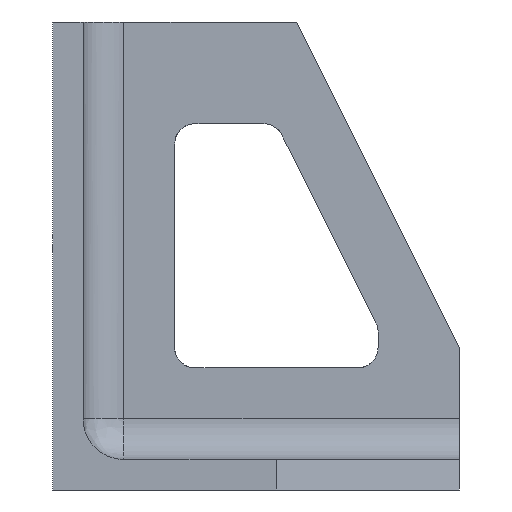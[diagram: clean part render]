
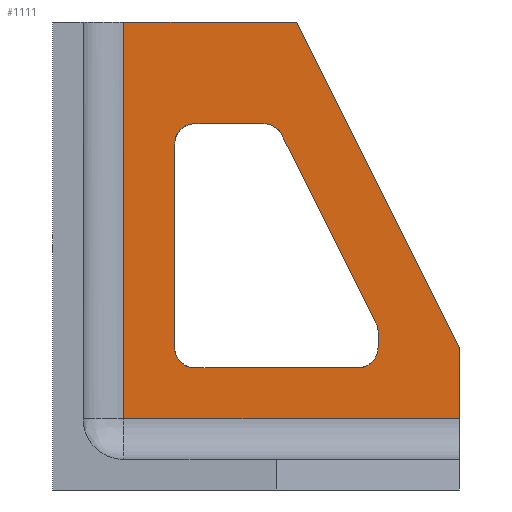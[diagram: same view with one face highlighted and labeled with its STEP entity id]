
A CAD part, left-side view. The second image highlights one B-rep face of the part: STEP entity #1111.
In plain terms, the highlighted planar face has unit normal (-1, 0, 0).
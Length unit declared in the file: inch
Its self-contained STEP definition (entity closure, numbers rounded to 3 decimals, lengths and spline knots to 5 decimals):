
#83=CARTESIAN_POINT('#83',(-0.375,-4.99999,1.75));
#84=VERTEX_POINT('',#83);
#85=CARTESIAN_POINT('#85',(-0.375,-4.99999,0.875));
#86=VERTEX_POINT('',#85);
#97=CARTESIAN_POINT('#97',(-0.375,-2.99999,5.74999));
#98=VERTEX_POINT('',#97);
#99=CARTESIAN_POINT('#99',(-0.375,-0.875,5.74999));
#100=VERTEX_POINT('',#99);
#107=CARTESIAN_POINT('#107',(-0.375,-1.75,4.49999));
#108=VERTEX_POINT('',#107);
#109=CARTESIAN_POINT('#109',(-0.375,-2.59549,4.49999));
#110=VERTEX_POINT('',#109);
#115=CARTESIAN_POINT('#115',(-0.375,-2.81909,4.36179));
#116=VERTEX_POINT('',#115);
#117=CARTESIAN_POINT('#117',(-0.375,-3.9736,2.05278));
#118=VERTEX_POINT('',#117);
#123=CARTESIAN_POINT('#123',(-0.375,-3.99999,1.94098));
#124=VERTEX_POINT('',#123);
#125=CARTESIAN_POINT('#125',(-0.375,-3.99999,1.75));
#126=VERTEX_POINT('',#125);
#131=CARTESIAN_POINT('#131',(-0.375,-3.74999,1.5));
#132=VERTEX_POINT('',#131);
#133=CARTESIAN_POINT('#133',(-0.375,-1.75,1.5));
#134=VERTEX_POINT('',#133);
#139=CARTESIAN_POINT('#139',(-0.375,-1.5,1.75));
#140=VERTEX_POINT('',#139);
#141=CARTESIAN_POINT('#141',(-0.375,-1.5,4.24999));
#142=VERTEX_POINT('',#141);
#159=CARTESIAN_POINT('#159',(-0.375,-0.875,0.875));
#160=VERTEX_POINT('',#159);
#238=CARTESIAN_POINT('#238',(-0.375,-4.99999,0.875));
#239=CARTESIAN_POINT('#239',(-0.375,-4.99999,1.75));
#240=B_SPLINE_CURVE_WITH_KNOTS('',1,(#238,#239),.UNSPECIFIED.,.F.,.F.,(2
,2),(0.0,0.875),.UNSPECIFIED.);
#272=CARTESIAN_POINT('#272',(-0.375,-0.875,5.74999));
#273=CARTESIAN_POINT('#273',(-0.375,-2.99999,5.74999));
#274=B_SPLINE_CURVE_WITH_KNOTS('',1,(#272,#273),.UNSPECIFIED.,.F.,.F.,(2
,2),(0.0,2.125),.UNSPECIFIED.);
#300=CARTESIAN_POINT('#300',(-0.375,-4.99999,1.75));
#301=CARTESIAN_POINT('#301',(-0.375,-2.99999,5.74999));
#302=B_SPLINE_CURVE_WITH_KNOTS('',1,(#300,#301),.UNSPECIFIED.,.F.,.F.,(2
,2),(0.0,4.47213),.UNSPECIFIED.);
#306=CARTESIAN_POINT('#306',(-0.375,-2.59549,4.49999));
#307=CARTESIAN_POINT('#307',(-0.375,-1.75,4.49999));
#308=B_SPLINE_CURVE_WITH_KNOTS('',1,(#306,#307),.UNSPECIFIED.,.F.,.F.,(2
,2),(0.0,0.84549),.UNSPECIFIED.);
#318=CARTESIAN_POINT('#318',(-0.375,-3.9736,2.05278));
#319=CARTESIAN_POINT('#319',(-0.375,-2.81909,4.36179));
#320=B_SPLINE_CURVE_WITH_KNOTS('',1,(#318,#319),.UNSPECIFIED.,.F.,.F.,(2
,2),(0.0,2.58155),.UNSPECIFIED.);
#330=CARTESIAN_POINT('#330',(-0.375,-3.99999,1.75));
#331=CARTESIAN_POINT('#331',(-0.375,-3.99999,1.94098));
#332=B_SPLINE_CURVE_WITH_KNOTS('',1,(#330,#331),.UNSPECIFIED.,.F.,.F.,(2
,2),(0.0,0.19098),.UNSPECIFIED.);
#342=CARTESIAN_POINT('#342',(-0.375,-1.75,1.5));
#343=CARTESIAN_POINT('#343',(-0.375,-3.74999,1.5));
#344=B_SPLINE_CURVE_WITH_KNOTS('',1,(#342,#343),.UNSPECIFIED.,.F.,.F.,(2
,2),(0.0,2.),.UNSPECIFIED.);
#354=CARTESIAN_POINT('#354',(-0.375,-1.5,4.24999));
#355=CARTESIAN_POINT('#355',(-0.375,-1.5,1.75));
#356=B_SPLINE_CURVE_WITH_KNOTS('',1,(#354,#355),.UNSPECIFIED.,.F.,.F.,(2
,2),(0.0,2.5),.UNSPECIFIED.);
#363=CARTESIAN_POINT('#363',(-0.375,-1.5,1.75));
#364=CARTESIAN_POINT('#364',(-0.375,-1.5,1.7143));
#365=CARTESIAN_POINT('#365',(-0.375,-1.5056,1.6786));
#366=CARTESIAN_POINT('#366',(-0.375,-1.51682,1.64388));
#367=CARTESIAN_POINT('#367',(-0.375,-1.53345,1.61111));
#368=CARTESIAN_POINT('#368',(-0.375,-1.55511,1.58124));
#369=CARTESIAN_POINT('#369',(-0.375,-1.58124,1.55511));
#370=CARTESIAN_POINT('#370',(-0.375,-1.61111,1.53345));
#371=CARTESIAN_POINT('#371',(-0.375,-1.64388,1.51682));
#372=CARTESIAN_POINT('#372',(-0.375,-1.6786,1.5056));
#373=CARTESIAN_POINT('#373',(-0.375,-1.7143,1.5));
#374=CARTESIAN_POINT('#374',(-0.375,-1.75,1.5));
#375=B_SPLINE_CURVE_WITH_KNOTS('',11,(#363,#364,#365,#366,#367,#368,#369
,#370,#371,#372,#373,#374),.UNSPECIFIED.,.F.,.F.,(12,12),(0.0,
0.35355),.UNSPECIFIED.);
#389=CARTESIAN_POINT('#389',(-0.375,-1.75,4.49999));
#390=CARTESIAN_POINT('#390',(-0.375,-1.7143,4.49999));
#391=CARTESIAN_POINT('#391',(-0.375,-1.6786,4.49438));
#392=CARTESIAN_POINT('#392',(-0.375,-1.64388,4.48317));
#393=CARTESIAN_POINT('#393',(-0.375,-1.61111,4.46654));
#394=CARTESIAN_POINT('#394',(-0.375,-1.58124,4.44487));
#395=CARTESIAN_POINT('#395',(-0.375,-1.55511,4.41875));
#396=CARTESIAN_POINT('#396',(-0.375,-1.53345,4.38888));
#397=CARTESIAN_POINT('#397',(-0.375,-1.51682,4.35611));
#398=CARTESIAN_POINT('#398',(-0.375,-1.5056,4.32139));
#399=CARTESIAN_POINT('#399',(-0.375,-1.5,4.28569));
#400=CARTESIAN_POINT('#400',(-0.375,-1.5,4.24999));
#401=B_SPLINE_CURVE_WITH_KNOTS('',11,(#389,#390,#391,#392,#393,#394,#395
,#396,#397,#398,#399,#400),.UNSPECIFIED.,.F.,.F.,(12,12),(0.0,
0.35355),.UNSPECIFIED.);
#415=CARTESIAN_POINT('#415',(-0.375,-2.81909,4.36179));
#416=CARTESIAN_POINT('#416',(-0.375,-2.80784,4.3843));
#417=CARTESIAN_POINT('#417',(-0.375,-2.79409,4.40556));
#418=CARTESIAN_POINT('#418',(-0.375,-2.77801,4.42527));
#419=CARTESIAN_POINT('#419',(-0.375,-2.75979,4.44314));
#420=CARTESIAN_POINT('#420',(-0.375,-2.73965,4.45891));
#421=CARTESIAN_POINT('#421',(-0.375,-2.71788,4.47237));
#422=CARTESIAN_POINT('#422',(-0.375,-2.69477,4.48332));
#423=CARTESIAN_POINT('#423',(-0.375,-2.67063,4.49163));
#424=CARTESIAN_POINT('#424',(-0.375,-2.64581,4.49721));
#425=CARTESIAN_POINT('#425',(-0.375,-2.62065,4.49999));
#426=CARTESIAN_POINT('#426',(-0.375,-2.59549,4.49999));
#427=B_SPLINE_CURVE_WITH_KNOTS('',11,(#415,#416,#417,#418,#419,#420,#421
,#422,#423,#424,#425,#426),.UNSPECIFIED.,.F.,.F.,(12,12),(0.0,
0.26287),.UNSPECIFIED.);
#441=CARTESIAN_POINT('#441',(-0.375,-3.99999,1.94098));
#442=CARTESIAN_POINT('#442',(-0.375,-3.99999,1.95152));
#443=CARTESIAN_POINT('#443',(-0.375,-3.9995,1.96205));
#444=CARTESIAN_POINT('#444',(-0.375,-3.99853,1.97257));
#445=CARTESIAN_POINT('#445',(-0.375,-3.99706,1.98303));
#446=CARTESIAN_POINT('#446',(-0.375,-3.99511,1.99341));
#447=CARTESIAN_POINT('#447',(-0.375,-3.99269,2.0037));
#448=CARTESIAN_POINT('#448',(-0.375,-3.98978,2.01386));
#449=CARTESIAN_POINT('#449',(-0.375,-3.98641,2.02387));
#450=CARTESIAN_POINT('#450',(-0.375,-3.98259,2.03371));
#451=CARTESIAN_POINT('#451',(-0.375,-3.97831,2.04336));
#452=CARTESIAN_POINT('#452',(-0.375,-3.9736,2.05278));
#453=B_SPLINE_CURVE_WITH_KNOTS('',11,(#441,#442,#443,#444,#445,#446,#447
,#448,#449,#450,#451,#452),.UNSPECIFIED.,.F.,.F.,(12,12),(0.0,
0.11488),.UNSPECIFIED.);
#467=CARTESIAN_POINT('#467',(-0.375,-3.74999,1.5));
#468=CARTESIAN_POINT('#468',(-0.375,-3.78569,1.5));
#469=CARTESIAN_POINT('#469',(-0.375,-3.82139,1.5056));
#470=CARTESIAN_POINT('#470',(-0.375,-3.85611,1.51682));
#471=CARTESIAN_POINT('#471',(-0.375,-3.88888,1.53345));
#472=CARTESIAN_POINT('#472',(-0.375,-3.91875,1.55511));
#473=CARTESIAN_POINT('#473',(-0.375,-3.94488,1.58124));
#474=CARTESIAN_POINT('#474',(-0.375,-3.96654,1.61111));
#475=CARTESIAN_POINT('#475',(-0.375,-3.98317,1.64388));
#476=CARTESIAN_POINT('#476',(-0.375,-3.99438,1.6786));
#477=CARTESIAN_POINT('#477',(-0.375,-3.99999,1.7143));
#478=CARTESIAN_POINT('#478',(-0.375,-3.99999,1.75));
#479=B_SPLINE_CURVE_WITH_KNOTS('',11,(#467,#468,#469,#470,#471,#472,#473
,#474,#475,#476,#477,#478),.UNSPECIFIED.,.F.,.F.,(12,12),(0.0,
0.35355),.UNSPECIFIED.);
#569=CARTESIAN_POINT('#569',(-0.375,-0.875,5.74999));
#570=CARTESIAN_POINT('#570',(-0.375,-0.875,0.875));
#571=B_SPLINE_CURVE_WITH_KNOTS('',1,(#569,#570),.UNSPECIFIED.,.F.,.F.,(2
,2),(0.0,4.87499),.UNSPECIFIED.);
#572=CARTESIAN_POINT('#572',(-0.375,-4.99999,0.875));
#573=CARTESIAN_POINT('#573',(-0.375,-0.875,0.875));
#574=B_SPLINE_CURVE_WITH_KNOTS('',1,(#572,#573),.UNSPECIFIED.,.F.,.F.,(2
,2),(0.0,4.12499),.UNSPECIFIED.);
#650=EDGE_CURVE('',#86,#84,#240,.T.);
#658=EDGE_CURVE('',#100,#98,#274,.T.);
#664=EDGE_CURVE('',#84,#98,#302,.T.);
#666=EDGE_CURVE('',#110,#108,#308,.T.);
#670=EDGE_CURVE('',#118,#116,#320,.T.);
#674=EDGE_CURVE('',#126,#124,#332,.T.);
#678=EDGE_CURVE('',#134,#132,#344,.T.);
#682=EDGE_CURVE('',#142,#140,#356,.T.);
#685=EDGE_CURVE('',#140,#134,#375,.T.);
#687=EDGE_CURVE('',#108,#142,#401,.T.);
#689=EDGE_CURVE('',#116,#110,#427,.T.);
#691=EDGE_CURVE('',#124,#118,#453,.T.);
#693=EDGE_CURVE('',#132,#126,#479,.T.);
#707=EDGE_CURVE('',#100,#160,#571,.T.);
#708=EDGE_CURVE('',#86,#160,#574,.T.);
#1087=ORIENTED_EDGE('#1087',*,*,#658,.F.);
#1088=ORIENTED_EDGE('#1088',*,*,#707,.T.);
#1089=ORIENTED_EDGE('#1089',*,*,#708,.F.);
#1090=ORIENTED_EDGE('#1090',*,*,#650,.T.);
#1091=ORIENTED_EDGE('#1091',*,*,#664,.T.);
#1092=EDGE_LOOP('#1092',(#1087,#1088,#1089,#1090,#1091));
#1093=FACE_OUTER_BOUND('#1093',#1092,.T.);
#1094=ORIENTED_EDGE('#1094',*,*,#666,.F.);
#1095=ORIENTED_EDGE('#1095',*,*,#689,.F.);
#1096=ORIENTED_EDGE('#1096',*,*,#670,.F.);
#1097=ORIENTED_EDGE('#1097',*,*,#691,.F.);
#1098=ORIENTED_EDGE('#1098',*,*,#674,.F.);
#1099=ORIENTED_EDGE('#1099',*,*,#693,.F.);
#1100=ORIENTED_EDGE('#1100',*,*,#678,.F.);
#1101=ORIENTED_EDGE('#1101',*,*,#685,.F.);
#1102=ORIENTED_EDGE('#1102',*,*,#682,.F.);
#1103=ORIENTED_EDGE('#1103',*,*,#687,.F.);
#1104=EDGE_LOOP('#1104',(#1094,#1095,#1096,#1097,#1098,#1099,#1100,#1101
,#1102,#1103));
#1105=FACE_BOUND('#1105',#1104,.T.);
#1106=CARTESIAN_POINT('#1106',(-0.375,-4.99999,0.0));
#1107=DIRECTION('#1107',(-1.,0.0,0.0));
#1108=DIRECTION('#1108',(0.0,0.0,1.0));
#1109=AXIS2_PLACEMENT_3D('#1109',#1106,#1107,#1108);
#1110=PLANE('',#1109);
#1111=ADVANCED_FACE('',(#1093,#1105),#1110,.T.);
